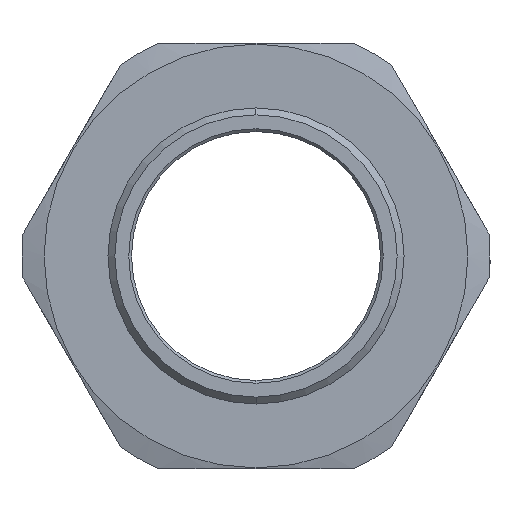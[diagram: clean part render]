
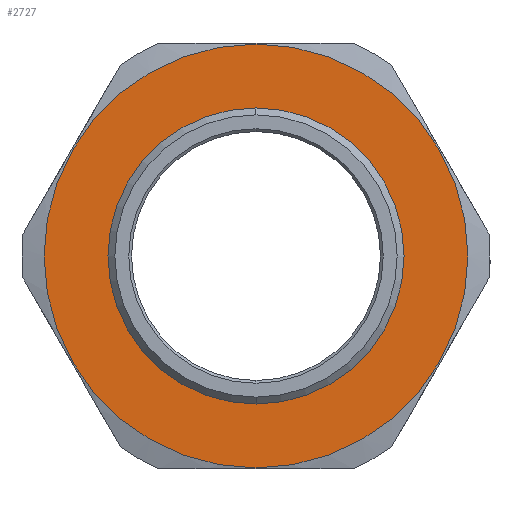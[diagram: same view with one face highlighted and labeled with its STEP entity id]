
A CAD part, left-side view. The second image highlights one B-rep face of the part: STEP entity #2727.
In plain terms, the highlighted planar face has unit normal (-1, 0, 0).
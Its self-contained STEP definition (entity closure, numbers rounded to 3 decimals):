
#6 = DIRECTION ( 'NONE',  ( 0., 0., -1. ) ) ;
#77 = CIRCLE ( 'NONE', #3358, 22.9 ) ;
#158 = ORIENTED_EDGE ( 'NONE', *, *, #2292, .F. ) ;
#223 = DIRECTION ( 'NONE',  ( -1., 0., 0. ) ) ;
#296 = DIRECTION ( 'NONE',  ( 1., 0., 0. ) ) ;
#301 = FACE_OUTER_BOUND ( 'NONE', #2107, .T. ) ;
#405 = AXIS2_PLACEMENT_3D ( 'NONE', #2830, #1178, #603 ) ;
#426 = CARTESIAN_POINT ( 'NONE',  ( 15.3, 0., 16. ) ) ;
#477 = CARTESIAN_POINT ( 'NONE',  ( 15.3, 0., -16. ) ) ;
#519 = DIRECTION ( 'NONE',  ( 0., 0., 1. ) ) ;
#531 = CIRCLE ( 'NONE', #1104, 22.9 ) ;
#560 = CARTESIAN_POINT ( 'NONE',  ( 15.3, 0., 0. ) ) ;
#603 = DIRECTION ( 'NONE',  ( 0., 0., -1. ) ) ;
#701 = AXIS2_PLACEMENT_3D ( 'NONE', #3608, #223, #519 ) ;
#746 = VERTEX_POINT ( 'NONE', #477 ) ;
#794 = CARTESIAN_POINT ( 'NONE',  ( 15.3, 0., -22.9 ) ) ;
#805 = CIRCLE ( 'NONE', #701, 16. ) ;
#868 = AXIS2_PLACEMENT_3D ( 'NONE', #2450, #1950, #2485 ) ;
#952 = EDGE_CURVE ( 'NONE', #1598, #746, #805, .T. ) ;
#1104 = AXIS2_PLACEMENT_3D ( 'NONE', #560, #296, #6 ) ;
#1178 = DIRECTION ( 'NONE',  ( 1., 0., 0. ) ) ;
#1588 = ORIENTED_EDGE ( 'NONE', *, *, #952, .F. ) ;
#1598 = VERTEX_POINT ( 'NONE', #426 ) ;
#1611 = DIRECTION ( 'NONE',  ( 1., 0., 0. ) ) ;
#1638 = FACE_BOUND ( 'NONE', #2097, .T. ) ;
#1649 = VERTEX_POINT ( 'NONE', #794 ) ;
#1661 = DIRECTION ( 'NONE',  ( 0., 0., -1. ) ) ;
#1933 = CIRCLE ( 'NONE', #868, 16. ) ;
#1950 = DIRECTION ( 'NONE',  ( -1., 0., 0. ) ) ;
#2015 = EDGE_CURVE ( 'NONE', #3525, #1649, #531, .T. ) ;
#2097 = EDGE_LOOP ( 'NONE', ( #3272, #1588 ) ) ;
#2107 = EDGE_LOOP ( 'NONE', ( #158, #3552 ) ) ;
#2292 = EDGE_CURVE ( 'NONE', #1649, #3525, #77, .T. ) ;
#2450 = CARTESIAN_POINT ( 'NONE',  ( 15.3, 0., 0. ) ) ;
#2485 = DIRECTION ( 'NONE',  ( 0., 0., 1. ) ) ;
#2727 = ADVANCED_FACE ( 'NONE', ( #301, #1638 ), #3104, .F. ) ;
#2815 = CARTESIAN_POINT ( 'NONE',  ( 15.3, 0., 22.9 ) ) ;
#2830 = CARTESIAN_POINT ( 'NONE',  ( 15.3, 0., -25.8 ) ) ;
#3104 = PLANE ( 'NONE',  #405 ) ;
#3272 = ORIENTED_EDGE ( 'NONE', *, *, #3650, .F. ) ;
#3331 = CARTESIAN_POINT ( 'NONE',  ( 15.3, 0., 0. ) ) ;
#3358 = AXIS2_PLACEMENT_3D ( 'NONE', #3331, #1611, #1661 ) ;
#3525 = VERTEX_POINT ( 'NONE', #2815 ) ;
#3552 = ORIENTED_EDGE ( 'NONE', *, *, #2015, .F. ) ;
#3608 = CARTESIAN_POINT ( 'NONE',  ( 15.3, 0., 0. ) ) ;
#3650 = EDGE_CURVE ( 'NONE', #746, #1598, #1933, .T. ) ;
